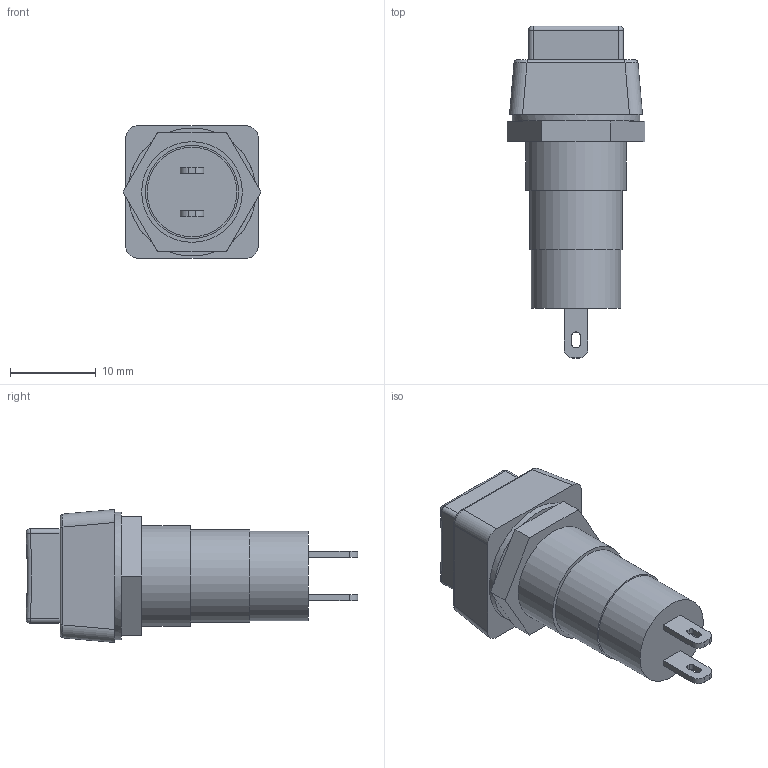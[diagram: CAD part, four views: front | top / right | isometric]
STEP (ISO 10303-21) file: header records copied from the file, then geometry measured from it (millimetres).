
FILE_DESCRIPTION(/* description */ (''),/* implementation_level */ '2;1');
FILE_NAME(/* name */ 'GPB023 Model.stp',/* time_stamp */ '2023-02-17T15:05:46-05:00',/* author */ ('dwiltbank'),/* organization */ (''),/* preprocessor_version */ 'ST-DEVELOPER v18.1',/* originating_system */ 'Autodesk Inventor 2022',/* authorisation */ '');
FILE_SCHEMA (('AUTOMOTIVE_DESIGN { 1 0 10303 214 3 1 1 }'));
Length unit declared in the file: inch
Products named in the file (1): GPB023_Simplify_1
Bounding box: 16.04 x 38.68 x 15.49 mm (x, y, z)
Volume: 4263.6 mm3; surface area: 1865.9 mm2
Topology: 1 solids, 1 shells, 91 faces, 214 edges, 132 vertices
Faces by surface type: plane 50, cylinder 31, bspline 4, sphere 4, torus 2
Full cylindrical faces by diameter (mm): 10.439 x1, 10.846 x1, 11.735 x1, 14.91 x1
Entity records: 2851 total; most frequent: CARTESIAN_POINT 534, DIRECTION 474, ORIENTED_EDGE 428, EDGE_CURVE 214, AXIS2_PLACEMENT_3D 172, VERTEX_POINT 132, LINE 130, VECTOR 130
